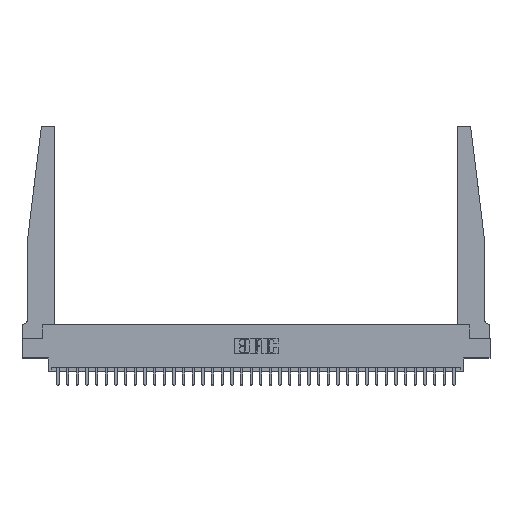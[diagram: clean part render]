
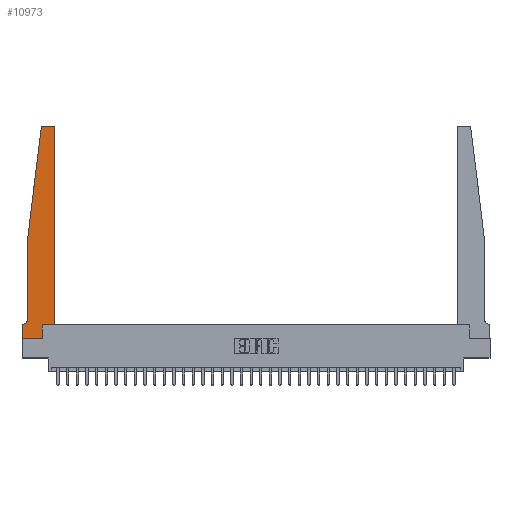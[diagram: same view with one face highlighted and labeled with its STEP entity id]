
A CAD part, top view. The second image highlights one B-rep face of the part: STEP entity #10973.
In plain terms, the highlighted planar face has unit normal (0, 0, 1).
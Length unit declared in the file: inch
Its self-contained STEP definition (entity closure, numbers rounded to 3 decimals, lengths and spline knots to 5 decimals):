
#248 = VECTOR ( 'NONE', #313, 39.37008 ) ;
#292 = EDGE_CURVE ( 'NONE', #8951, #22337, #2205, .T. ) ;
#313 = DIRECTION ( 'NONE',  ( -1., 0., 0. ) ) ;
#499 = VECTOR ( 'NONE', #17267, 39.37008 ) ;
#1507 = VERTEX_POINT ( 'NONE', #27348 ) ;
#1707 = CARTESIAN_POINT ( 'NONE',  ( 0.425, 0.18, 0.37 ) ) ;
#1879 = DIRECTION ( 'NONE',  ( 1., 0., 0. ) ) ;
#2152 = CARTESIAN_POINT ( 'NONE',  ( 0., 0., 0.37 ) ) ;
#2205 = LINE ( 'NONE', #1707, #11370 ) ;
#2298 = DIRECTION ( 'NONE',  ( 0., 1., 0. ) ) ;
#2445 = VERTEX_POINT ( 'NONE', #31624 ) ;
#2504 = ORIENTED_EDGE ( 'NONE', *, *, #6842, .T. ) ;
#2752 = VERTEX_POINT ( 'NONE', #21561 ) ;
#2848 = EDGE_CURVE ( 'NONE', #22337, #9330, #17255, .T. ) ;
#3169 = EDGE_CURVE ( 'NONE', #1507, #2445, #11080, .T. ) ;
#3394 = ORIENTED_EDGE ( 'NONE', *, *, #7088, .T. ) ;
#3547 = VERTEX_POINT ( 'NONE', #22104 ) ;
#3628 = EDGE_CURVE ( 'NONE', #20716, #2752, #12315, .T. ) ;
#4872 = VECTOR ( 'NONE', #7150, 39.37008 ) ;
#4910 = DIRECTION ( 'NONE',  ( 0., 0., 1. ) ) ;
#5124 = DIRECTION ( 'NONE',  ( 0., 1., 0. ) ) ;
#5958 = LINE ( 'NONE', #18604, #12087 ) ;
#5969 = CARTESIAN_POINT ( 'NONE',  ( 0.425, 2.72, 0.37 ) ) ;
#6180 = VERTEX_POINT ( 'NONE', #25480 ) ;
#6787 = EDGE_CURVE ( 'NONE', #11764, #1507, #32824, .T. ) ;
#6842 = EDGE_CURVE ( 'NONE', #2445, #3547, #5958, .T. ) ;
#6903 = CARTESIAN_POINT ( 'NONE',  ( 0.425, 0.18, 0.37 ) ) ;
#7048 = DIRECTION ( 'NONE',  ( 1., 0., 0. ) ) ;
#7088 = EDGE_CURVE ( 'NONE', #6180, #8951, #25557, .T. ) ;
#7150 = DIRECTION ( 'NONE',  ( -1., 0., 0. ) ) ;
#7847 = AXIS2_PLACEMENT_3D ( 'NONE', #18411, #17925, #26065 ) ;
#8217 = CIRCLE ( 'NONE', #12471, 0.05 ) ;
#8600 = DIRECTION ( 'NONE',  ( 0., 0., -1. ) ) ;
#8899 = AXIS2_PLACEMENT_3D ( 'NONE', #30697, #4910, #7048 ) ;
#8951 = VERTEX_POINT ( 'NONE', #11043 ) ;
#9330 = VERTEX_POINT ( 'NONE', #5969 ) ;
#9532 = EDGE_CURVE ( 'NONE', #21230, #6180, #12117, .T. ) ;
#10901 = VERTEX_POINT ( 'NONE', #14547 ) ;
#10973 = ADVANCED_FACE ( 'NONE', ( #24850 ), #25174, .T. ) ;
#10976 = LINE ( 'NONE', #21106, #15570 ) ;
#11043 = CARTESIAN_POINT ( 'NONE',  ( 0.2605, 0.18, 0.37 ) ) ;
#11080 = LINE ( 'NONE', #21202, #19003 ) ;
#11276 = DIRECTION ( 'NONE',  ( 0., -1., 0. ) ) ;
#11370 = VECTOR ( 'NONE', #1879, 39.37008 ) ;
#11410 = ORIENTED_EDGE ( 'NONE', *, *, #292, .T. ) ;
#11578 = VECTOR ( 'NONE', #5124, 39.37008 ) ;
#11764 = VERTEX_POINT ( 'NONE', #27275 ) ;
#12087 = VECTOR ( 'NONE', #11276, 39.37008 ) ;
#12117 = LINE ( 'NONE', #2152, #499 ) ;
#12295 = ORIENTED_EDGE ( 'NONE', *, *, #14961, .T. ) ;
#12315 = LINE ( 'NONE', #17135, #4872 ) ;
#12471 = AXIS2_PLACEMENT_3D ( 'NONE', #21540, #8600, #18735 ) ;
#14183 = EDGE_LOOP ( 'NONE', ( #14456, #24068, #28594, #2504, #23114, #32500, #12295, #23560, #3394, #11410, #21408, #28746 ) ) ;
#14456 = ORIENTED_EDGE ( 'NONE', *, *, #28811, .T. ) ;
#14547 = CARTESIAN_POINT ( 'NONE',  ( 0.395, 2.75, 0.37 ) ) ;
#14961 = EDGE_CURVE ( 'NONE', #2752, #21230, #10976, .T. ) ;
#15321 = VECTOR ( 'NONE', #2298, 39.37008 ) ;
#15570 = VECTOR ( 'NONE', #28779, 39.37008 ) ;
#15949 = DIRECTION ( 'NONE',  ( 1., 0., 0. ) ) ;
#17135 = CARTESIAN_POINT ( 'NONE',  ( 0.065, 0.1875, 0.37 ) ) ;
#17255 = LINE ( 'NONE', #29732, #15321 ) ;
#17267 = DIRECTION ( 'NONE',  ( 1., 0., 0. ) ) ;
#17925 = DIRECTION ( 'NONE',  ( 0., 0., 1. ) ) ;
#18255 = CARTESIAN_POINT ( 'NONE',  ( 0.25, 2.75, 0.37 ) ) ;
#18411 = CARTESIAN_POINT ( 'NONE',  ( 0.395, 2.72, 0.37 ) ) ;
#18447 = AXIS2_PLACEMENT_3D ( 'NONE', #23584, #18926, #15949 ) ;
#18604 = CARTESIAN_POINT ( 'NONE',  ( 0.065, 1.25, 0.37 ) ) ;
#18735 = DIRECTION ( 'NONE',  ( -1., 0., 0. ) ) ;
#18926 = DIRECTION ( 'NONE',  ( 0., 0., 1. ) ) ;
#19003 = VECTOR ( 'NONE', #29038, 39.37008 ) ;
#19507 = CIRCLE ( 'NONE', #7847, 0.03 ) ;
#20404 = LINE ( 'NONE', #18255, #248 ) ;
#20716 = VERTEX_POINT ( 'NONE', #31942 ) ;
#21106 = CARTESIAN_POINT ( 'NONE',  ( 0., 0., 0.37 ) ) ;
#21202 = CARTESIAN_POINT ( 'NONE',  ( 0.065, 1.25, 0.37 ) ) ;
#21230 = VERTEX_POINT ( 'NONE', #25049 ) ;
#21408 = ORIENTED_EDGE ( 'NONE', *, *, #2848, .T. ) ;
#21540 = CARTESIAN_POINT ( 'NONE',  ( 0.015, 0.2375, 0.37 ) ) ;
#21561 = CARTESIAN_POINT ( 'NONE',  ( 0., 0.1875, 0.37 ) ) ;
#22104 = CARTESIAN_POINT ( 'NONE',  ( 0.065, 0.2375, 0.37 ) ) ;
#22337 = VERTEX_POINT ( 'NONE', #6903 ) ;
#23058 = CARTESIAN_POINT ( 'NONE',  ( 0.2605, 0.18, 0.37 ) ) ;
#23114 = ORIENTED_EDGE ( 'NONE', *, *, #29073, .T. ) ;
#23560 = ORIENTED_EDGE ( 'NONE', *, *, #9532, .T. ) ;
#23584 = CARTESIAN_POINT ( 'NONE',  ( 0.27653, 2.72, 0.37 ) ) ;
#24068 = ORIENTED_EDGE ( 'NONE', *, *, #6787, .T. ) ;
#24433 = EDGE_CURVE ( 'NONE', #9330, #10901, #19507, .T. ) ;
#24850 = FACE_OUTER_BOUND ( 'NONE', #14183, .T. ) ;
#25049 = CARTESIAN_POINT ( 'NONE',  ( 0., 0., 0.37 ) ) ;
#25174 = PLANE ( 'NONE',  #8899 ) ;
#25480 = CARTESIAN_POINT ( 'NONE',  ( 0.2605, 0., 0.37 ) ) ;
#25557 = LINE ( 'NONE', #23058, #11578 ) ;
#26065 = DIRECTION ( 'NONE',  ( 1., 0., 0. ) ) ;
#27275 = CARTESIAN_POINT ( 'NONE',  ( 0.27653, 2.75, 0.37 ) ) ;
#27348 = CARTESIAN_POINT ( 'NONE',  ( 0.24675, 2.72367, 0.37 ) ) ;
#28594 = ORIENTED_EDGE ( 'NONE', *, *, #3169, .T. ) ;
#28746 = ORIENTED_EDGE ( 'NONE', *, *, #24433, .T. ) ;
#28779 = DIRECTION ( 'NONE',  ( 0., -1., 0. ) ) ;
#28811 = EDGE_CURVE ( 'NONE', #10901, #11764, #20404, .T. ) ;
#29038 = DIRECTION ( 'NONE',  ( -0.122, -0.992, 0. ) ) ;
#29073 = EDGE_CURVE ( 'NONE', #3547, #20716, #8217, .T. ) ;
#29732 = CARTESIAN_POINT ( 'NONE',  ( 0.425, 0.18, 0.37 ) ) ;
#30697 = CARTESIAN_POINT ( 'NONE',  ( 0., 0.1875, 0.37 ) ) ;
#31624 = CARTESIAN_POINT ( 'NONE',  ( 0.065, 1.25, 0.37 ) ) ;
#31942 = CARTESIAN_POINT ( 'NONE',  ( 0.015, 0.1875, 0.37 ) ) ;
#32500 = ORIENTED_EDGE ( 'NONE', *, *, #3628, .T. ) ;
#32824 = CIRCLE ( 'NONE', #18447, 0.03 ) ;
